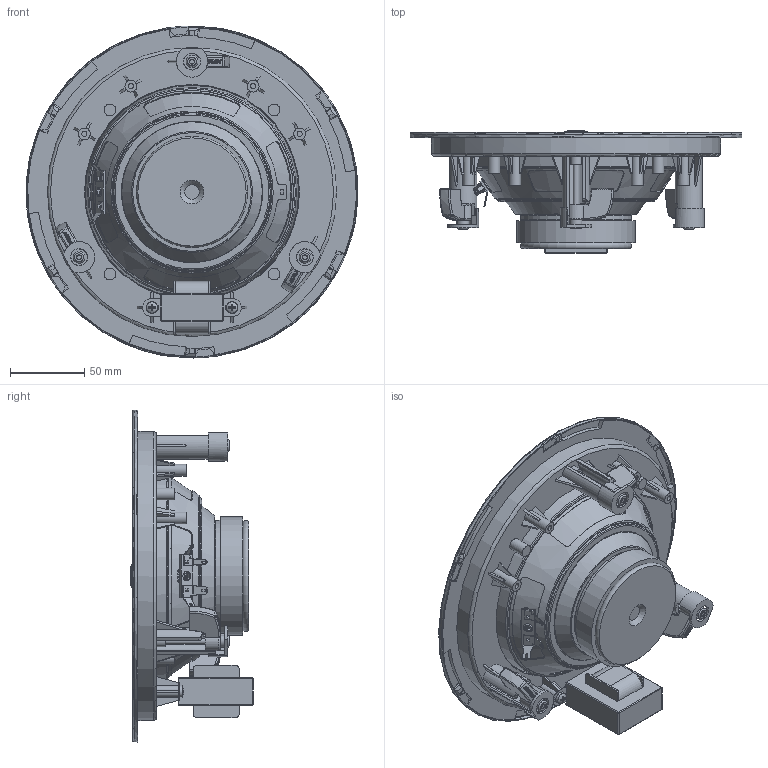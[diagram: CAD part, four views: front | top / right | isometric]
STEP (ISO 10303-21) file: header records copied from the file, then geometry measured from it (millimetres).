
FILE_DESCRIPTION(/* description */ (''),/* implementation_level */ '2;1');
FILE_NAME(/* name */ 'AUDAC-CIRA7.stp',/* time_stamp */ '2021-02-25T16:09:32+01:00',/* author */ ('kamiel'),/* organization */ (''),/* preprocessor_version */ 'ST-DEVELOPER v18.1',/* originating_system */ 'Autodesk Inventor 2021',/* authorisation */ '');
FILE_SCHEMA (('AUTOMOTIVE_DESIGN { 1 0 10303 214 3 1 1 }'));
Products named in the file (1): AUDAC-CIRA7
Bounding box: 223.92 x 82.6 x 223.99 mm (x, y, z)
Volume: 1139344.3 mm3; surface area: 160903.9 mm2
Topology: 1 solids, 20 shells, 1596 faces, 4365 edges, 2868 vertices
Faces by surface type: plane 853, cylinder 339, bspline 225, cone 119, torus 54, sphere 6
Full cylindrical faces by diameter (mm): 1.8 x6, 3.4 x3, 3.5 x10, 3.571 x3, 4 x3, 4.2 x2, 4.5 x3, 7.5 x3, 8 x11, 9 x3, 11.5 x3, 75 x1, 80 x1, 145 x1, 195 x1, 222.8 x1, 224 x1
Entity records: 65434 total; most frequent: CARTESIAN_POINT 24202, ORIENTED_EDGE 8708, DIRECTION 7724, EDGE_CURVE 4354, VERTEX_POINT 2868, AXIS2_PLACEMENT_3D 2765, LINE 2194, VECTOR 2194
